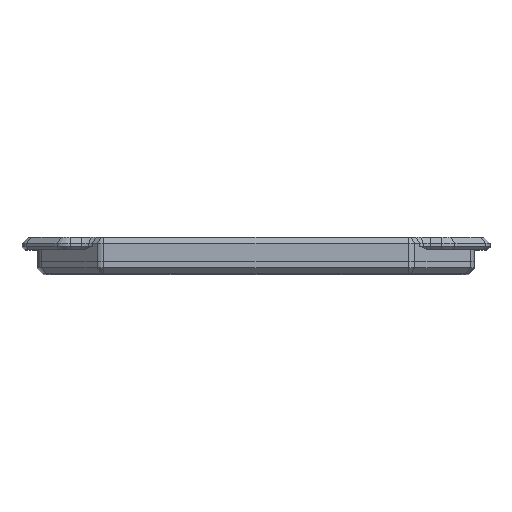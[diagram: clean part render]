
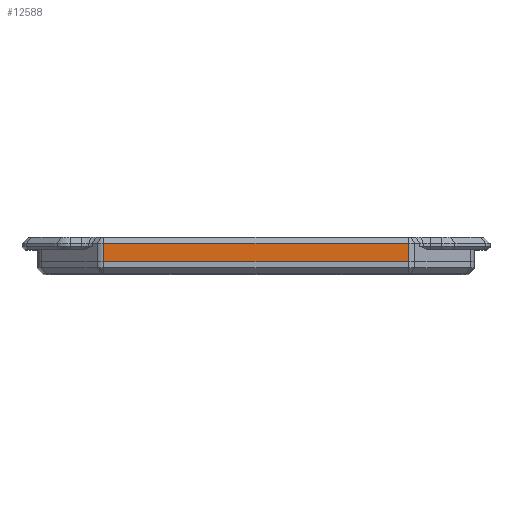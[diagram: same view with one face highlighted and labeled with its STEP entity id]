
A CAD part, top view. The second image highlights one B-rep face of the part: STEP entity #12588.
In plain terms, the highlighted planar face has unit normal (0, 0, 1).
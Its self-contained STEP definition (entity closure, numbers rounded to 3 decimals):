
#1248=FACE_OUTER_BOUND('',#1985,.T.);
#1985=EDGE_LOOP('',(#9958,#9959,#9960,#9961));
#2793=LINE('',#28063,#3829);
#2820=LINE('',#28199,#3856);
#2822=LINE('',#28203,#3858);
#2823=LINE('',#28204,#3859);
#3829=VECTOR('',#14698,10.);
#3856=VECTOR('',#14765,10.);
#3858=VECTOR('',#14769,10.);
#3859=VECTOR('',#14770,10.);
#5606=VERTEX_POINT('',#28058);
#5607=VERTEX_POINT('',#28062);
#5613=VERTEX_POINT('',#28196);
#5615=VERTEX_POINT('',#28202);
#7125=EDGE_CURVE('',#5606,#5607,#2793,.T.);
#7156=EDGE_CURVE('',#5613,#5606,#2820,.T.);
#7158=EDGE_CURVE('',#5615,#5613,#2822,.T.);
#7159=EDGE_CURVE('',#5607,#5615,#2823,.T.);
#9958=ORIENTED_EDGE('',*,*,#7158,.F.);
#9959=ORIENTED_EDGE('',*,*,#7159,.F.);
#9960=ORIENTED_EDGE('',*,*,#7125,.F.);
#9961=ORIENTED_EDGE('',*,*,#7156,.F.);
#12071=PLANE('',#13225);
#12588=ADVANCED_FACE('',(#1248),#12071,.T.);
#13225=AXIS2_PLACEMENT_3D('',#28201,#14767,#14768);
#14698=DIRECTION('',(1.,0.,0.));
#14765=DIRECTION('',(0.,1.,0.));
#14767=DIRECTION('center_axis',(0.,0.,1.));
#14768=DIRECTION('ref_axis',(1.,0.,0.));
#14769=DIRECTION('',(-1.,0.,0.));
#14770=DIRECTION('',(0.,-1.,0.));
#28058=CARTESIAN_POINT('',(137.749,-155.03,99.35));
#28062=CARTESIAN_POINT('',(157.685,-155.03,99.35));
#28063=CARTESIAN_POINT('',(154.832,-155.03,99.35));
#28196=CARTESIAN_POINT('',(137.749,-156.23,99.35));
#28199=CARTESIAN_POINT('',(137.749,-156.63,99.35));
#28201=CARTESIAN_POINT('Origin',(161.947,-156.63,99.35));
#28202=CARTESIAN_POINT('',(157.685,-156.23,99.35));
#28203=CARTESIAN_POINT('',(154.832,-156.23,99.35));
#28204=CARTESIAN_POINT('',(157.685,-156.63,99.35));
